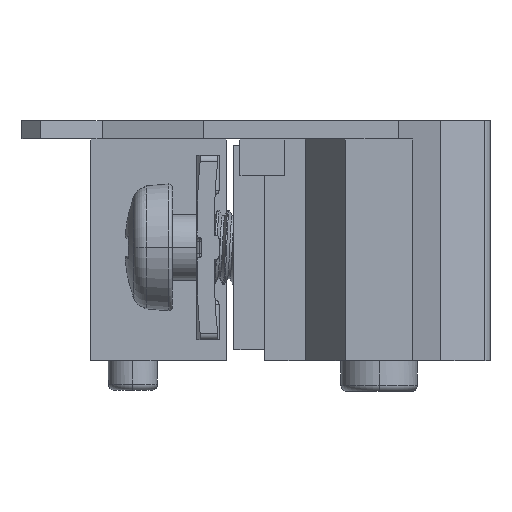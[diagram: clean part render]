
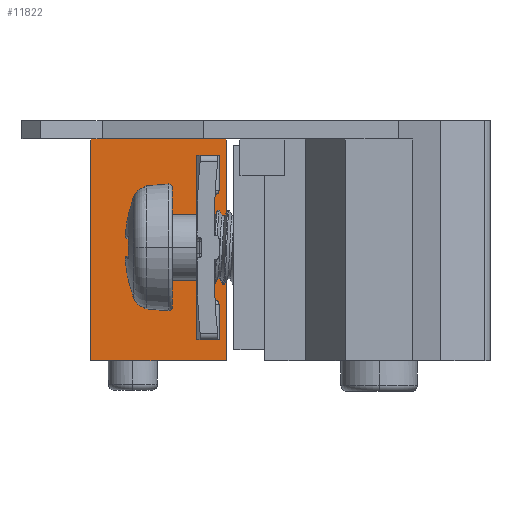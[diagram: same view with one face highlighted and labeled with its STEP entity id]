
A CAD part, left-side view. The second image highlights one B-rep face of the part: STEP entity #11822.
In plain terms, the highlighted planar face has unit normal (-1, 0, 0).
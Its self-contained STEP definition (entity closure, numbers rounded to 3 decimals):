
#2195=DIRECTION('',(0.,0.,-1.));
#2196=VECTOR('',#2195,18.);
#2197=CARTESIAN_POINT('',(-4.,28.426,18.));
#2198=LINE('',#2197,#2196);
#2211=DIRECTION('',(0.,1.,0.));
#2212=VECTOR('',#2211,11.026);
#2213=CARTESIAN_POINT('',(-4.,17.4,0.));
#2214=LINE('',#2213,#2212);
#2215=DIRECTION('',(0.,-1.,0.));
#2216=VECTOR('',#2215,11.026);
#2217=CARTESIAN_POINT('',(-4.,28.426,18.));
#2218=LINE('',#2217,#2216);
#2223=DIRECTION('',(0.,0.,1.));
#2224=VECTOR('',#2223,18.);
#2225=CARTESIAN_POINT('',(-4.,17.4,0.));
#2226=LINE('',#2225,#2224);
#8507=CARTESIAN_POINT('',(-4.,28.426,0.));
#8508=VERTEX_POINT('',#8507);
#8509=CARTESIAN_POINT('',(-4.,17.4,0.));
#8510=VERTEX_POINT('',#8509);
#8637=CARTESIAN_POINT('',(-4.,17.4,18.));
#8638=VERTEX_POINT('',#8637);
#8715=CARTESIAN_POINT('',(-4.,28.426,18.));
#8716=VERTEX_POINT('',#8715);
#11809=CARTESIAN_POINT('',(-4.,14.3,0.));
#11810=DIRECTION('',(-1.,0.,0.));
#11811=DIRECTION('',(0.,1.,0.));
#11812=AXIS2_PLACEMENT_3D('',#11809,#11810,#11811);
#11813=PLANE('',#11812);
#11815=ORIENTED_EDGE('',*,*,#11814,.F.);
#11817=ORIENTED_EDGE('',*,*,#11816,.T.);
#11818=ORIENTED_EDGE('',*,*,#11795,.F.);
#11819=ORIENTED_EDGE('',*,*,#10999,.T.);
#11820=EDGE_LOOP('',(#11815,#11817,#11818,#11819));
#11821=FACE_OUTER_BOUND('',#11820,.F.);
#10999=EDGE_CURVE('',#8716,#8638,#2218,.T.);
#11795=EDGE_CURVE('',#8716,#8508,#2198,.T.);
#11814=EDGE_CURVE('',#8510,#8638,#2226,.T.);
#11816=EDGE_CURVE('',#8510,#8508,#2214,.T.);
#11822=ADVANCED_FACE('',(#11821),#11813,.T.);
